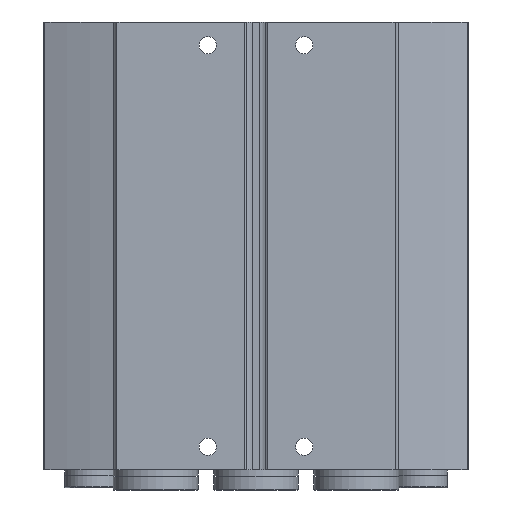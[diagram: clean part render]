
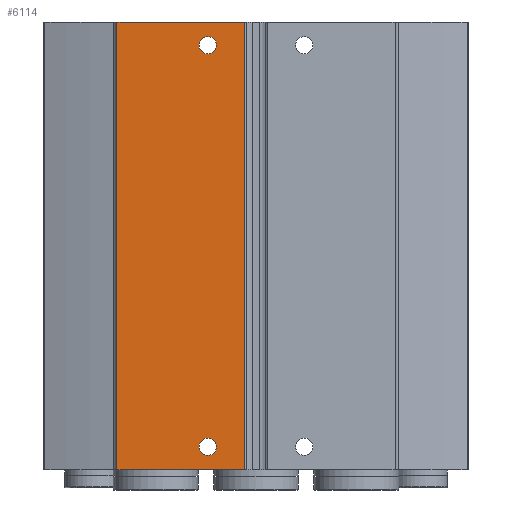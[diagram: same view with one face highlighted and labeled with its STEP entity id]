
A CAD part, front view. The second image highlights one B-rep face of the part: STEP entity #6114.
In plain terms, the highlighted planar face has unit normal (0, -1, 0).
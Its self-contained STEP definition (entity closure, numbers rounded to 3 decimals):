
#223=PLANE('',#6611);
#451=CIRCLE('',#6612,2.25);
#452=CIRCLE('',#6613,2.25);
#862=ORIENTED_EDGE('',*,*,#2444,.F.);
#863=ORIENTED_EDGE('',*,*,#2445,.F.);
#864=ORIENTED_EDGE('',*,*,#2446,.F.);
#865=ORIENTED_EDGE('',*,*,#2443,.F.);
#866=ORIENTED_EDGE('',*,*,#2447,.T.);
#867=ORIENTED_EDGE('',*,*,#2448,.T.);
#2443=EDGE_CURVE('',#3231,#3230,#3802,.T.);
#2444=EDGE_CURVE('',#3232,#3232,#451,.T.);
#2445=EDGE_CURVE('',#3233,#3233,#452,.T.);
#2446=EDGE_CURVE('',#3230,#3234,#3803,.T.);
#2447=EDGE_CURVE('',#3231,#3235,#3804,.T.);
#2448=EDGE_CURVE('',#3235,#3234,#3805,.T.);
#3230=VERTEX_POINT('',#9636);
#3231=VERTEX_POINT('',#9638);
#3232=VERTEX_POINT('',#9642);
#3233=VERTEX_POINT('',#9644);
#3234=VERTEX_POINT('',#9646);
#3235=VERTEX_POINT('',#9648);
#3802=LINE('',#9639,#4239);
#3803=LINE('',#9645,#4240);
#3804=LINE('',#9647,#4241);
#3805=LINE('',#9649,#4242);
#4239=VECTOR('',#7421,1000.);
#4240=VECTOR('',#7428,1000.);
#4241=VECTOR('',#7429,1000.);
#4242=VECTOR('',#7430,1000.);
#4686=EDGE_LOOP('',(#862));
#4687=EDGE_LOOP('',(#863));
#4688=EDGE_LOOP('',(#864,#865,#866,#867));
#5347=FACE_BOUND('',#4686,.T.);
#5348=FACE_BOUND('',#4687,.T.);
#5349=FACE_BOUND('',#4688,.T.);
#6114=ADVANCED_FACE('',(#5347,#5348,#5349),#223,.T.);
#6611=AXIS2_PLACEMENT_3D('',#9640,#7422,#7423);
#6612=AXIS2_PLACEMENT_3D('',#9641,#7424,#7425);
#6613=AXIS2_PLACEMENT_3D('',#9643,#7426,#7427);
#7421=DIRECTION('',(0.,0.,1.));
#7422=DIRECTION('',(0.,-1.,0.));
#7423=DIRECTION('',(0.,0.,-1.));
#7424=DIRECTION('',(0.,-1.,0.));
#7425=DIRECTION('',(0.,0.,-1.));
#7426=DIRECTION('',(0.,-1.,0.));
#7427=DIRECTION('',(0.,0.,-1.));
#7428=DIRECTION('',(1.,0.,0.));
#7429=DIRECTION('',(1.,0.,0.));
#7430=DIRECTION('',(0.,0.,1.));
#9636=CARTESIAN_POINT('',(-36.,0.,0.));
#9638=CARTESIAN_POINT('',(-36.,0.,-116.));
#9639=CARTESIAN_POINT('',(-36.,0.,-116.));
#9640=CARTESIAN_POINT('',(-36.,0.,-116.));
#9641=CARTESIAN_POINT('',(-12.5,0.,-110.));
#9642=CARTESIAN_POINT('',(-12.5,0.,-112.25));
#9643=CARTESIAN_POINT('',(-12.5,0.,-6.));
#9644=CARTESIAN_POINT('',(-12.5,0.,-8.25));
#9645=CARTESIAN_POINT('',(-36.,0.,0.));
#9646=CARTESIAN_POINT('',(-3.,0.,0.));
#9647=CARTESIAN_POINT('',(-36.,0.,-116.));
#9648=CARTESIAN_POINT('',(-3.,0.,-116.));
#9649=CARTESIAN_POINT('',(-3.,0.,-116.));
